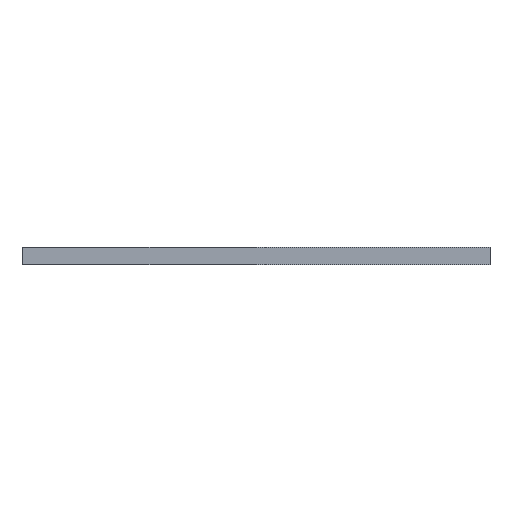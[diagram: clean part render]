
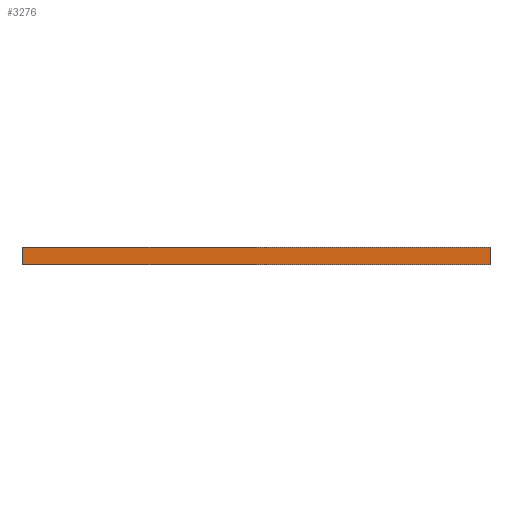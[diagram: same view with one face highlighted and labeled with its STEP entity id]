
A CAD part, left-side view. The second image highlights one B-rep face of the part: STEP entity #3276.
In plain terms, the highlighted planar face has unit normal (-1, 0, 0).
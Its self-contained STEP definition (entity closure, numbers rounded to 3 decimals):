
#180 = DIRECTION ( 'NONE',  ( 0., 1., 0. ) ) ;
#241 = LINE ( 'NONE', #626, #3738 ) ;
#337 = EDGE_CURVE ( 'NONE', #2243, #612, #241, .T. ) ;
#420 = CARTESIAN_POINT ( 'NONE',  ( -22.4, 22.875, 0.85 ) ) ;
#423 = CARTESIAN_POINT ( 'NONE',  ( -22.4, -22.875, 0.85 ) ) ;
#489 = VECTOR ( 'NONE', #2381, 1000. ) ;
#521 = DIRECTION ( 'NONE',  ( 0., 0., -1. ) ) ;
#597 = DIRECTION ( 'NONE',  ( 0., 1., 0. ) ) ;
#612 = VERTEX_POINT ( 'NONE', #420 ) ;
#619 = AXIS2_PLACEMENT_3D ( 'NONE', #2318, #2937, #3938 ) ;
#626 = CARTESIAN_POINT ( 'NONE',  ( -22.4, -22.875, 0.85 ) ) ;
#670 = PLANE ( 'NONE',  #619 ) ;
#1136 = ORIENTED_EDGE ( 'NONE', *, *, #2218, .T. ) ;
#1197 = LINE ( 'NONE', #1812, #3727 ) ;
#1612 = VECTOR ( 'NONE', #180, 1000. ) ;
#1634 = EDGE_CURVE ( 'NONE', #2170, #2883, #2491, .T. ) ;
#1795 = ORIENTED_EDGE ( 'NONE', *, *, #1634, .F. ) ;
#1812 = CARTESIAN_POINT ( 'NONE',  ( -22.4, -22.875, 0.85 ) ) ;
#1880 = EDGE_CURVE ( 'NONE', #2243, #2170, #1197, .T. ) ;
#2017 = CARTESIAN_POINT ( 'NONE',  ( -22.4, 22.875, 0.85 ) ) ;
#2124 = CARTESIAN_POINT ( 'NONE',  ( -22.4, 22.875, -0.85 ) ) ;
#2128 = LINE ( 'NONE', #2017, #489 ) ;
#2139 = CARTESIAN_POINT ( 'NONE',  ( -22.4, -22.875, -0.85 ) ) ;
#2170 = VERTEX_POINT ( 'NONE', #3189 ) ;
#2218 = EDGE_CURVE ( 'NONE', #612, #2883, #2128, .T. ) ;
#2243 = VERTEX_POINT ( 'NONE', #423 ) ;
#2318 = CARTESIAN_POINT ( 'NONE',  ( -22.4, -22.875, 0.85 ) ) ;
#2381 = DIRECTION ( 'NONE',  ( 0., 0., -1. ) ) ;
#2491 = LINE ( 'NONE', #2139, #1612 ) ;
#2883 = VERTEX_POINT ( 'NONE', #2124 ) ;
#2937 = DIRECTION ( 'NONE',  ( -1., 0., 0. ) ) ;
#3040 = ORIENTED_EDGE ( 'NONE', *, *, #337, .T. ) ;
#3189 = CARTESIAN_POINT ( 'NONE',  ( -22.4, -22.875, -0.85 ) ) ;
#3276 = ADVANCED_FACE ( 'NONE', ( #4111 ), #670, .T. ) ;
#3371 = EDGE_LOOP ( 'NONE', ( #1795, #3616, #3040, #1136 ) ) ;
#3616 = ORIENTED_EDGE ( 'NONE', *, *, #1880, .F. ) ;
#3727 = VECTOR ( 'NONE', #521, 1000. ) ;
#3738 = VECTOR ( 'NONE', #597, 1000. ) ;
#3938 = DIRECTION ( 'NONE',  ( 0., 0., 1. ) ) ;
#4111 = FACE_OUTER_BOUND ( 'NONE', #3371, .T. ) ;
